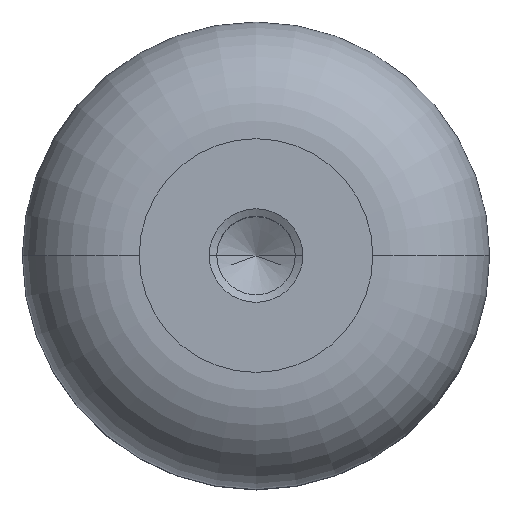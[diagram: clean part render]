
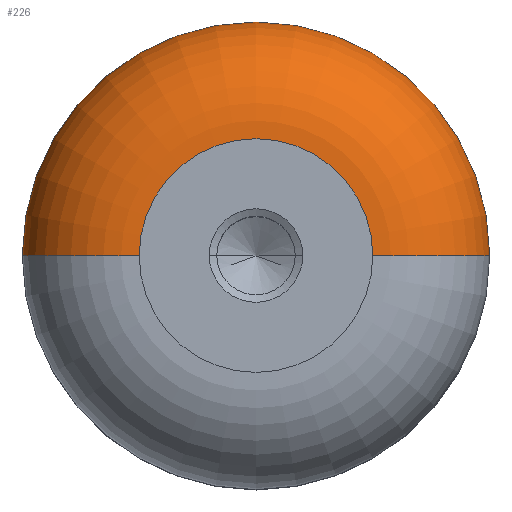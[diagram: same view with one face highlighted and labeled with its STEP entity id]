
A CAD part, top view. The second image highlights one B-rep face of the part: STEP entity #226.
In plain terms, the highlighted toroidal (fillet/blend) face has major radius 6.505 mm and minor radius 6 mm.
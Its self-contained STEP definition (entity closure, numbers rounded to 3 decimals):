
#188=VERTEX_POINT('',#457);
#226=ADVANCED_FACE('',(#503),#504,.T.);
#242=VERTEX_POINT('',#521);
#266=EDGE_CURVE('',#242,#374,#548,.T.);
#268=EDGE_CURVE('',#188,#318,#550,.T.);
#318=VERTEX_POINT('',#604);
#324=EDGE_CURVE('',#374,#188,#610,.T.);
#374=VERTEX_POINT('',#665);
#384=EDGE_CURVE('',#318,#242,#675,.T.);
#457=CARTESIAN_POINT('',(-6.25,0.,25.0));
#503=FACE_OUTER_BOUND('',#808,.T.);
#504=TOROIDAL_SURFACE('',#809,6.505,6.0);
#521=CARTESIAN_POINT('',(12.505,0.,19.005));
#548=CIRCLE('',#866,6.0);
#550=CIRCLE('',#869,6.0);
#604=CARTESIAN_POINT('',(-12.505,0.,19.005));
#610=CIRCLE('',#948,6.25);
#665=CARTESIAN_POINT('',(6.25,0.,25.0));
#675=CIRCLE('',#1035,12.505);
#808=EDGE_LOOP('',(#1223,#1224,#1225,#1226));
#809=AXIS2_PLACEMENT_3D('',#1227,#1228,#1229);
#866=AXIS2_PLACEMENT_3D('',#1281,#1282,#1283);
#869=AXIS2_PLACEMENT_3D('',#1284,#1285,#1286);
#948=AXIS2_PLACEMENT_3D('',#1340,#1341,#1342);
#1035=AXIS2_PLACEMENT_3D('',#1403,#1404,#1405);
#1223=ORIENTED_EDGE('',*,*,#384,.F.);
#1224=ORIENTED_EDGE('',*,*,#268,.F.);
#1225=ORIENTED_EDGE('',*,*,#324,.F.);
#1226=ORIENTED_EDGE('',*,*,#266,.F.);
#1227=CARTESIAN_POINT('',(0.0,0.,19.005));
#1228=DIRECTION('',(-0.0,0.0,-1.0));
#1229=DIRECTION('',(-1.0,0.0,0.0));
#1281=CARTESIAN_POINT('',(6.505,0.,19.005));
#1282=DIRECTION('',(0.,-1.0,-0.0));
#1283=DIRECTION('',(1.0,0.,0.0));
#1284=CARTESIAN_POINT('',(-6.505,0.,19.005));
#1285=DIRECTION('',(0.,-1.0,-0.0));
#1286=DIRECTION('',(-1.0,0.,0.0));
#1340=CARTESIAN_POINT('',(0.0,0.,25.0));
#1341=DIRECTION('',(0.0,0.0,1.0));
#1342=DIRECTION('',(-1.0,0.,0.0));
#1403=CARTESIAN_POINT('',(0.0,0.,19.005));
#1404=DIRECTION('',(-0.0,0.0,-1.0));
#1405=DIRECTION('',(-1.0,0.0,0.0));
